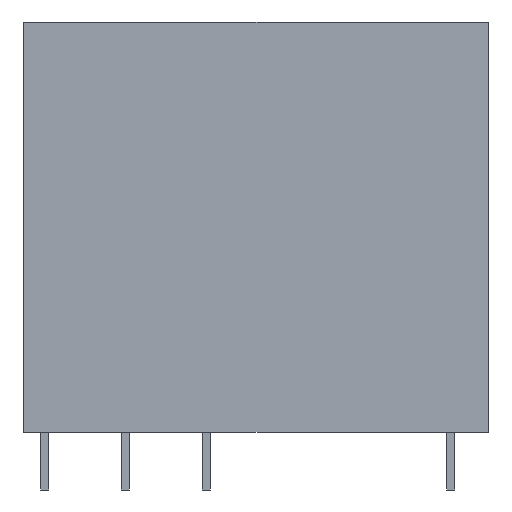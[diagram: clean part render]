
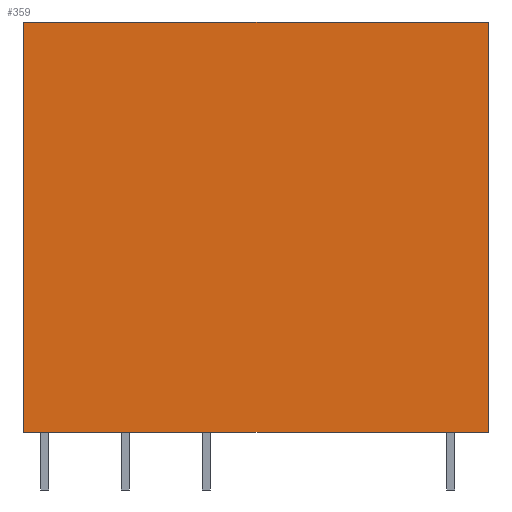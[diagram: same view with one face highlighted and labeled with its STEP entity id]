
A CAD part, left-side view. The second image highlights one B-rep face of the part: STEP entity #359.
In plain terms, the highlighted planar face has unit normal (-1, 0, 0).
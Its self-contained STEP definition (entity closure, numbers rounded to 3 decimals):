
#339=AXIS2_PLACEMENT_3D('Plane Axis2P3D',#336,#337,#338) ;
#97=CARTESIAN_POINT('Vertex',(0.,0.,29.2)) ;
#100=CARTESIAN_POINT('Line Origine',(0.,0.,16.4)) ;
#104=CARTESIAN_POINT('Vertex',(0.,0.,3.6)) ;
#219=CARTESIAN_POINT('Vertex',(0.,29.,29.2)) ;
#222=CARTESIAN_POINT('Line Origine',(0.,14.5,29.2)) ;
#336=CARTESIAN_POINT('Axis2P3D Location',(0.,0.,29.2)) ;
#341=CARTESIAN_POINT('Line Origine',(0.,29.,16.4)) ;
#345=CARTESIAN_POINT('Vertex',(0.,29.,3.6)) ;
#348=CARTESIAN_POINT('Line Origine',(0.,14.5,3.6)) ;
#101=DIRECTION('Vector Direction',(0.,0.,-1.)) ;
#223=DIRECTION('Vector Direction',(0.,1.,0.)) ;
#337=DIRECTION('Axis2P3D Direction',(1.,0.,0.)) ;
#338=DIRECTION('Axis2P3D XDirection',(0.,0.,-1.)) ;
#342=DIRECTION('Vector Direction',(0.,0.,-1.)) ;
#349=DIRECTION('Vector Direction',(0.,1.,0.)) ;
#102=VECTOR('Line Direction',#101,1.) ;
#224=VECTOR('Line Direction',#223,1.) ;
#343=VECTOR('Line Direction',#342,1.) ;
#350=VECTOR('Line Direction',#349,1.) ;
#354=ORIENTED_EDGE('',*,*,#347,.T.) ;
#355=ORIENTED_EDGE('',*,*,#352,.F.) ;
#356=ORIENTED_EDGE('',*,*,#106,.F.) ;
#357=ORIENTED_EDGE('',*,*,#226,.T.) ;
#359=ADVANCED_FACE('RELAIS',(#358),#340,.F.) ;
#106=EDGE_CURVE('',#98,#105,#103,.T.) ;
#226=EDGE_CURVE('',#98,#220,#225,.T.) ;
#347=EDGE_CURVE('',#220,#346,#344,.T.) ;
#352=EDGE_CURVE('',#105,#346,#351,.T.) ;
#353=EDGE_LOOP('',(#354,#355,#356,#357)) ;
#358=FACE_OUTER_BOUND('',#353,.T.) ;
#103=LINE('Line',#100,#102) ;
#225=LINE('Line',#222,#224) ;
#344=LINE('Line',#341,#343) ;
#351=LINE('Line',#348,#350) ;
#340=PLANE('',#339) ;
#98=VERTEX_POINT('',#97) ;
#105=VERTEX_POINT('',#104) ;
#220=VERTEX_POINT('',#219) ;
#346=VERTEX_POINT('',#345) ;
